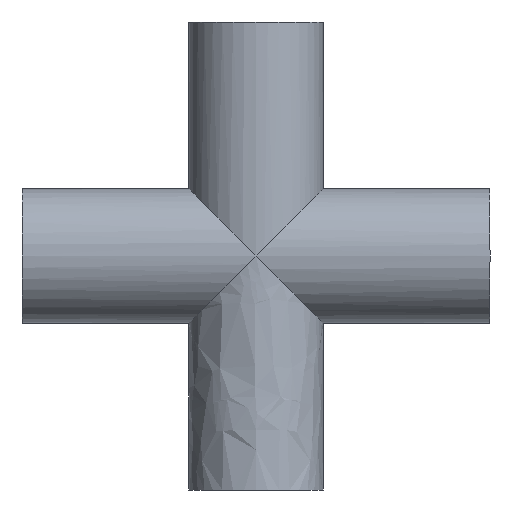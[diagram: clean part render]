
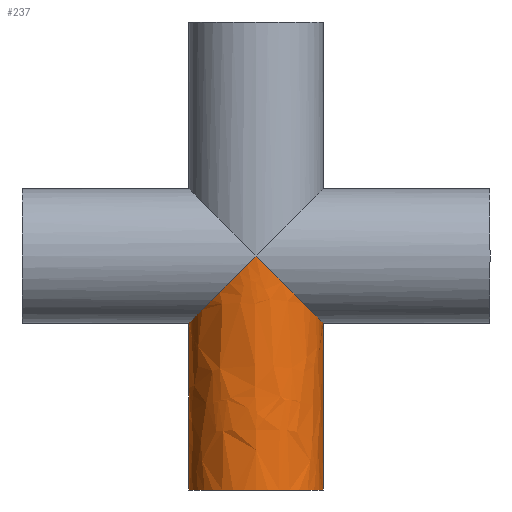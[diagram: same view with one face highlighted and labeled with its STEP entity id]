
A CAD part, front view. The second image highlights one B-rep face of the part: STEP entity #237.
In plain terms, the highlighted free-form (B-spline) face has degree [1, 2] with [2, 9] control points.
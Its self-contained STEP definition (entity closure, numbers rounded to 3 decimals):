
#180=CARTESIAN_POINT('',(11.5,0.,-40.0));
#181=CARTESIAN_POINT('',(11.5,0.,0.0));
#182=CARTESIAN_POINT('',(11.5,-11.5,-40.0));
#183=CARTESIAN_POINT('',(11.5,-11.5,0.0));
#184=CARTESIAN_POINT('',(0.,-11.5,-40.0));
#185=CARTESIAN_POINT('',(0.,-11.5,0.0));
#186=CARTESIAN_POINT('',(-11.5,-11.5,-40.0));
#187=CARTESIAN_POINT('',(-11.5,-11.5,0.0));
#188=CARTESIAN_POINT('',(-11.5,0.,-40.0));
#189=CARTESIAN_POINT('',(-11.5,0.,0.0));
#190=CARTESIAN_POINT('',(-11.5,11.5,-40.0));
#191=CARTESIAN_POINT('',(-11.5,11.5,0.0));
#192=CARTESIAN_POINT('',(0.,11.5,-40.0));
#193=CARTESIAN_POINT('',(0.,11.5,0.0));
#194=CARTESIAN_POINT('',(11.5,11.5,-40.0));
#195=CARTESIAN_POINT('',(11.5,11.5,0.0));
#196=CARTESIAN_POINT('',(11.5,0.,-40.0));
#197=CARTESIAN_POINT('',(11.5,0.,0.0));
#205=(BOUNDED_SURFACE()B_SPLINE_SURFACE(1,2,((#180,#182,#184,#186,#188,#190,#192,#194,#196),(#181,#183,#185,#187,#189,#191,#193,#195,#197)),.UNSPECIFIED.,.F.,.T.,.U.)B_SPLINE_SURFACE_WITH_KNOTS((2,2),(3,2,2,2,3),(0.0,3.478),(0.0,18.064,36.128,54.192,72.257),.UNSPECIFIED.)GEOMETRIC_REPRESENTATION_ITEM()RATIONAL_B_SPLINE_SURFACE(((1.0,0.707,1.0,0.707,1.0,0.707,1.0,0.707,1.0),(1.0,0.707,1.0,0.707,1.0,0.707,1.0,0.707,1.0)))REPRESENTATION_ITEM('')SURFACE());
#206=CARTESIAN_POINT('',(0.0,-11.5,0.0));
#207=VERTEX_POINT('',#206);
#208=CARTESIAN_POINT('',(0.0,11.5,0.0));
#209=VERTEX_POINT('',#208);
#210=CARTESIAN_POINT('',(0.0,0.0,0.0));
#211=DIRECTION('',(0.707,0.0,0.707));
#212=DIRECTION('',(-0.707,0.0,0.707));
#213=AXIS2_PLACEMENT_3D('',#210,#211,#212);
#214=ELLIPSE('',#213,16.263,11.5);
#215=EDGE_CURVE('',#207,#209,#214,.T.);
#216=ORIENTED_EDGE('',*,*,#215,.F.);
#217=CARTESIAN_POINT('',(0.0,0.0,0.0));
#218=DIRECTION('',(-0.707,0.0,0.707));
#219=DIRECTION('',(-0.707,0.0,-0.707));
#220=AXIS2_PLACEMENT_3D('',#217,#218,#219);
#221=ELLIPSE('',#220,16.263,11.5);
#222=EDGE_CURVE('',#209,#207,#221,.T.);
#223=ORIENTED_EDGE('',*,*,#222,.F.);
#224=EDGE_LOOP('',(#216,#223));
#225=FACE_OUTER_BOUND('',#224,.T.);
#226=CARTESIAN_POINT('',(11.5,0.,-40.0));
#227=VERTEX_POINT('',#226);
#228=CARTESIAN_POINT('',(0.0,0.0,-40.0));
#229=DIRECTION('',(0.0,0.0,-1.0));
#230=DIRECTION('',(-1.0,0.0,0.0));
#231=AXIS2_PLACEMENT_3D('',#228,#229,#230);
#232=CIRCLE('',#231,11.5);
#233=EDGE_CURVE('',#227,#227,#232,.T.);
#234=ORIENTED_EDGE('',*,*,#233,.F.);
#235=EDGE_LOOP('',(#234));
#236=FACE_BOUND('',#235,.T.);
#237=ADVANCED_FACE('',(#225,#236),#205,.T.);
